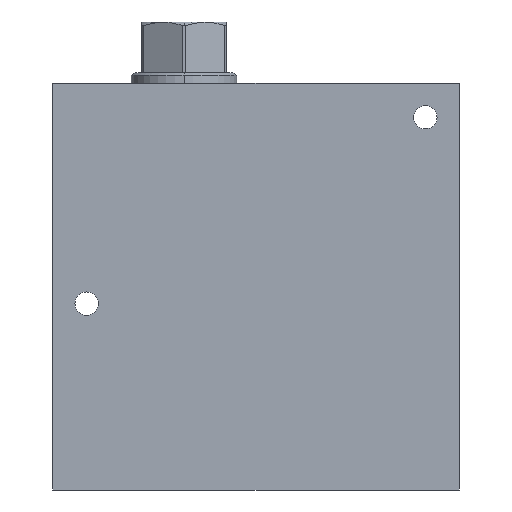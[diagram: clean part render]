
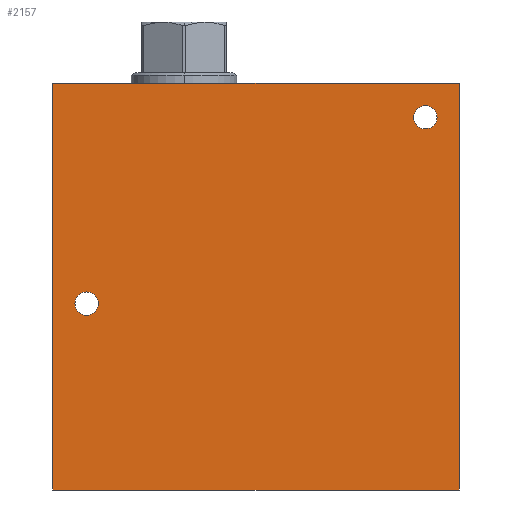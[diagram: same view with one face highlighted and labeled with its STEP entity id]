
A CAD part, front view. The second image highlights one B-rep face of the part: STEP entity #2157.
In plain terms, the highlighted planar face has unit normal (0, -1, 0).
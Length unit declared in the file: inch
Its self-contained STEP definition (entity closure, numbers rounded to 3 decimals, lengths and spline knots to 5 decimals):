
#5=DIRECTION('',(1.,0.,0.));
#6=VECTOR('',#5,6.);
#7=CARTESIAN_POINT('',(0.,-2.625,0.));
#8=LINE('',#7,#6);
#65=DIRECTION('',(0.,0.,1.));
#66=VECTOR('',#65,6.);
#67=CARTESIAN_POINT('',(6.,-2.625,0.));
#68=LINE('',#67,#66);
#99=DIRECTION('',(0.,0.,1.));
#100=VECTOR('',#99,6.);
#101=CARTESIAN_POINT('',(0.,-2.625,0.));
#102=LINE('',#101,#100);
#103=CARTESIAN_POINT('',(0.5,-2.625,2.75));
#104=DIRECTION('',(0.,1.,0.));
#105=DIRECTION('',(0.,0.,-1.));
#106=AXIS2_PLACEMENT_3D('',#103,#104,#105);
#108=CARTESIAN_POINT('',(0.5,-2.625,2.75));
#109=DIRECTION('',(0.,1.,0.));
#110=DIRECTION('',(0.,0.,1.));
#111=AXIS2_PLACEMENT_3D('',#108,#109,#110);
#113=CARTESIAN_POINT('',(5.5,-2.625,5.5));
#114=DIRECTION('',(0.,1.,0.));
#115=DIRECTION('',(0.,0.,-1.));
#116=AXIS2_PLACEMENT_3D('',#113,#114,#115);
#118=CARTESIAN_POINT('',(5.5,-2.625,5.5));
#119=DIRECTION('',(0.,1.,0.));
#120=DIRECTION('',(0.,0.,1.));
#121=AXIS2_PLACEMENT_3D('',#118,#119,#120);
#135=DIRECTION('',(1.,0.,0.));
#136=VECTOR('',#135,6.);
#137=CARTESIAN_POINT('',(0.,-2.625,6.));
#138=LINE('',#137,#136);
#1716=CARTESIAN_POINT('',(0.,-2.625,0.));
#1718=VERTEX_POINT('',#1716);
#1719=CARTESIAN_POINT('',(6.,-2.625,0.));
#1720=VERTEX_POINT('',#1719);
#1724=CARTESIAN_POINT('',(0.,-2.625,6.));
#1726=VERTEX_POINT('',#1724);
#1727=CARTESIAN_POINT('',(6.,-2.625,6.));
#1728=VERTEX_POINT('',#1727);
#1915=CARTESIAN_POINT('',(0.5,-2.625,2.578));
#1916=CARTESIAN_POINT('',(0.5,-2.625,2.922));
#1917=VERTEX_POINT('',#1915);
#1918=VERTEX_POINT('',#1916);
#1927=CARTESIAN_POINT('',(5.5,-2.625,5.328));
#1928=CARTESIAN_POINT('',(5.5,-2.625,5.672));
#1929=VERTEX_POINT('',#1927);
#1930=VERTEX_POINT('',#1928);
#2133=CARTESIAN_POINT('',(0.,-2.625,0.));
#2134=DIRECTION('',(0.,-1.,0.));
#2135=DIRECTION('',(1.,0.,0.));
#2136=AXIS2_PLACEMENT_3D('',#2133,#2134,#2135);
#2137=PLANE('',#2136);
#2138=ORIENTED_EDGE('',*,*,#2039,.F.);
#2139=ORIENTED_EDGE('',*,*,#2058,.T.);
#2141=ORIENTED_EDGE('',*,*,#2140,.T.);
#2142=ORIENTED_EDGE('',*,*,#2107,.F.);
#2143=EDGE_LOOP('',(#2138,#2139,#2141,#2142));
#2144=FACE_OUTER_BOUND('',#2143,.F.);
#2146=ORIENTED_EDGE('',*,*,#2145,.F.);
#2148=ORIENTED_EDGE('',*,*,#2147,.F.);
#2149=EDGE_LOOP('',(#2146,#2148));
#2150=FACE_BOUND('',#2149,.F.);
#2152=ORIENTED_EDGE('',*,*,#2151,.F.);
#2154=ORIENTED_EDGE('',*,*,#2153,.F.);
#2155=EDGE_LOOP('',(#2152,#2154));
#2156=FACE_BOUND('',#2155,.F.);
#2157=ADVANCED_FACE('',(#2144,#2150,#2156),#2137,.T.);
#107=CIRCLE('',#106,0.172);
#112=CIRCLE('',#111,0.172);
#117=CIRCLE('',#116,0.172);
#122=CIRCLE('',#121,0.172);
#2039=EDGE_CURVE('',#1718,#1720,#8,.T.);
#2058=EDGE_CURVE('',#1718,#1726,#102,.T.);
#2107=EDGE_CURVE('',#1720,#1728,#68,.T.);
#2140=EDGE_CURVE('',#1726,#1728,#138,.T.);
#2145=EDGE_CURVE('',#1917,#1918,#107,.T.);
#2147=EDGE_CURVE('',#1918,#1917,#112,.T.);
#2151=EDGE_CURVE('',#1929,#1930,#117,.T.);
#2153=EDGE_CURVE('',#1930,#1929,#122,.T.);
